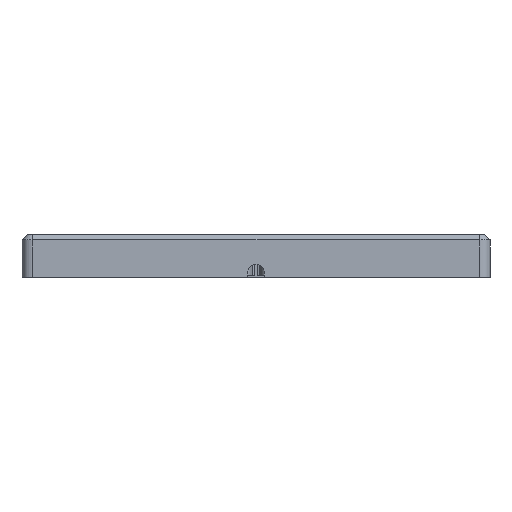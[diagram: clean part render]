
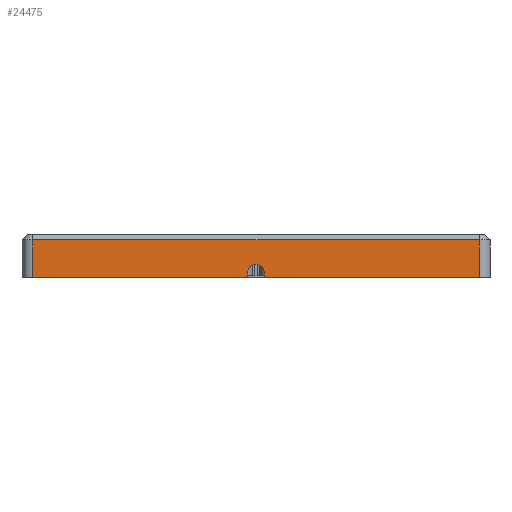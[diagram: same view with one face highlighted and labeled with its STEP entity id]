
A CAD part, left-side view. The second image highlights one B-rep face of the part: STEP entity #24475.
In plain terms, the highlighted planar face has unit normal (-1, 0, 0).
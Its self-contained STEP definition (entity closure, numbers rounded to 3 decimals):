
#1613=CIRCLE('',#25749,3.15);
#2334=FACE_OUTER_BOUND('',#3766,.T.);
#3766=EDGE_LOOP('',(#19177,#19178,#19179,#19180,#19181,#19182,#19183,#19184));
#4595=LINE('',#31139,#7212);
#4601=LINE('',#31163,#7218);
#5840=LINE('',#37290,#8457);
#5850=LINE('',#37318,#8467);
#5852=LINE('',#37321,#8469);
#5853=LINE('',#37323,#8470);
#5854=LINE('',#37326,#8471);
#7212=VECTOR('',#26416,10.);
#7218=VECTOR('',#26434,10.);
#8457=VECTOR('',#28473,10.);
#8467=VECTOR('',#28507,10.);
#8469=VECTOR('',#28511,10.);
#8470=VECTOR('',#28512,10.);
#8471=VECTOR('',#28515,10.);
#9825=VERTEX_POINT('',#31136);
#9826=VERTEX_POINT('',#31138);
#9837=VERTEX_POINT('',#31160);
#9838=VERTEX_POINT('',#31162);
#10969=VERTEX_POINT('',#37284);
#10970=VERTEX_POINT('',#37288);
#10977=VERTEX_POINT('',#37322);
#10978=VERTEX_POINT('',#37324);
#12218=EDGE_CURVE('',#9825,#9826,#4595,.T.);
#12230=EDGE_CURVE('',#9837,#9838,#4601,.T.);
#13907=EDGE_CURVE('',#10969,#10970,#5840,.T.);
#13921=EDGE_CURVE('',#10970,#9837,#5850,.T.);
#13923=EDGE_CURVE('',#9826,#10969,#5852,.T.);
#13924=EDGE_CURVE('',#9825,#10977,#5853,.T.);
#13925=EDGE_CURVE('',#10977,#10978,#1613,.T.);
#13926=EDGE_CURVE('',#10978,#9838,#5854,.T.);
#19177=ORIENTED_EDGE('',*,*,#13907,.F.);
#19178=ORIENTED_EDGE('',*,*,#13923,.F.);
#19179=ORIENTED_EDGE('',*,*,#12218,.F.);
#19180=ORIENTED_EDGE('',*,*,#13924,.T.);
#19181=ORIENTED_EDGE('',*,*,#13925,.T.);
#19182=ORIENTED_EDGE('',*,*,#13926,.T.);
#19183=ORIENTED_EDGE('',*,*,#12230,.F.);
#19184=ORIENTED_EDGE('',*,*,#13921,.F.);
#23387=PLANE('',#25748);
#24475=ADVANCED_FACE('',(#2334),#23387,.T.);
#25748=AXIS2_PLACEMENT_3D('',#37320,#28509,#28510);
#25749=AXIS2_PLACEMENT_3D('',#37325,#28513,#28514);
#26416=DIRECTION('',(0.,1.,0.));
#26434=DIRECTION('',(0.,1.,0.));
#28473=DIRECTION('',(0.,-1.,0.));
#28507=DIRECTION('',(0.,0.,-1.));
#28509=DIRECTION('center_axis',(-1.,0.,0.));
#28510=DIRECTION('ref_axis',(0.,-1.,0.));
#28511=DIRECTION('',(0.,0.,1.));
#28512=DIRECTION('',(0.,0.,1.));
#28513=DIRECTION('center_axis',(1.,0.,0.));
#28514=DIRECTION('ref_axis',(0.,0.,1.));
#28515=DIRECTION('',(0.,0.,-1.));
#31136=CARTESIAN_POINT('',(-122.515,2.593,-13.));
#31138=CARTESIAN_POINT('',(-122.515,82.638,-13.));
#31139=CARTESIAN_POINT('',(-122.515,86.638,-13.));
#31160=CARTESIAN_POINT('',(-122.515,-83.751,-13.));
#31162=CARTESIAN_POINT('',(-122.515,-3.707,-13.));
#31163=CARTESIAN_POINT('',(-122.515,86.638,-13.));
#37284=CARTESIAN_POINT('',(-122.515,82.638,1.));
#37288=CARTESIAN_POINT('',(-122.515,-83.751,1.));
#37290=CARTESIAN_POINT('',(-122.515,43.04,1.));
#37318=CARTESIAN_POINT('',(-122.515,-83.751,0.));
#37320=CARTESIAN_POINT('Origin',(-122.515,86.638,0.));
#37321=CARTESIAN_POINT('',(-122.515,82.638,0.));
#37322=CARTESIAN_POINT('',(-122.515,2.593,-11.175));
#37323=CARTESIAN_POINT('',(-122.515,2.593,-6.5));
#37324=CARTESIAN_POINT('',(-122.515,-3.707,-11.175));
#37325=CARTESIAN_POINT('Origin',(-122.515,-0.557,-11.175));
#37326=CARTESIAN_POINT('',(-122.515,-3.707,-5.588));
